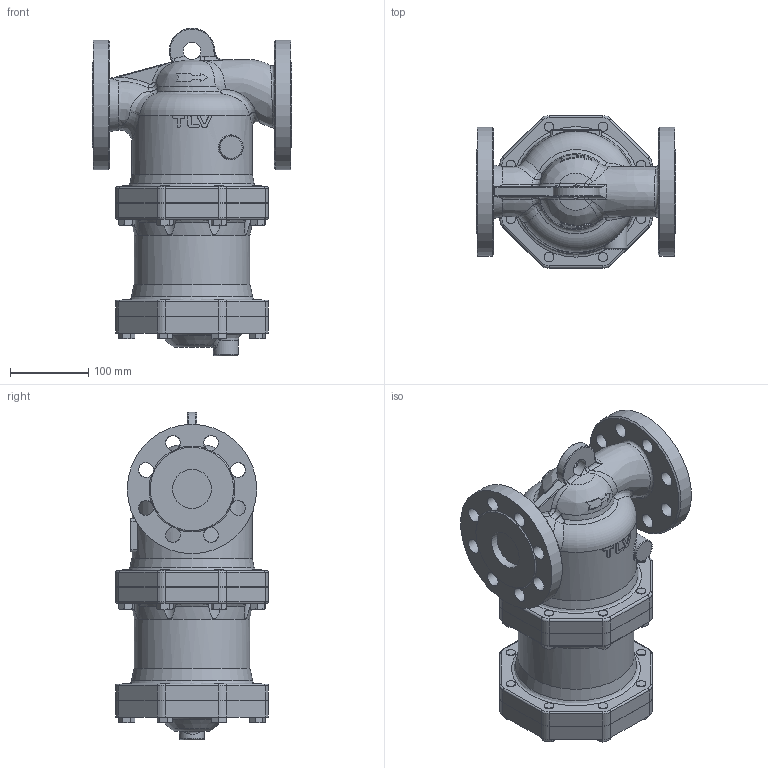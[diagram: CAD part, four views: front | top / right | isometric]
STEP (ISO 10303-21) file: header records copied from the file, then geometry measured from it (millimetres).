
FILE_DESCRIPTION((''),'2;1');
FILE_NAME('dc3a0-050-a0250-00.stp','2010-06-25T11:52:18',('nakaot'),(''),'Autodesk Inventor 2008','Autodesk Inventor 2008','');
FILE_SCHEMA(('AUTOMOTIVE_DESIGN { 1 0 10303 214 1 1 1 1 }'));
Length unit declared in the file: millimetre
Products named in the file (1): dc3a0-050-a0250-00
Bounding box: 255 x 195 x 417.91 mm (x, y, z)
Volume: 8107668 mm3; surface area: 507723.9 mm2
Topology: 1 solids, 1 shells, 664 faces, 1639 edges, 1022 vertices
Faces by surface type: plane 233, bspline 147, cylinder 136, cone 111, torus 35, sphere 2
Full cylindrical faces by diameter (mm): 12 x32, 19 x8, 22 x1, 30 x1, 32 x1, 50 x1, 100 x2, 148 x1, 154 x1, 165 x1
Entity records: 39698 total; most frequent: CARTESIAN_POINT 25715, ORIENTED_EDGE 3010, DIRECTION 2605, EDGE_CURVE 1505, AXIS2_PLACEMENT_3D 1079, VERTEX_POINT 981, EDGE_LOOP 868, FACE_OUTER_BOUND 664
